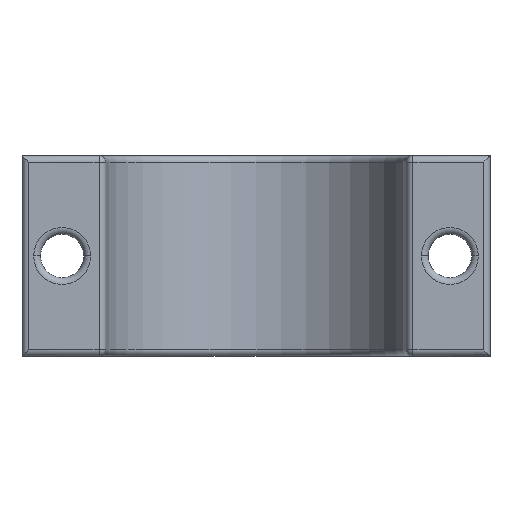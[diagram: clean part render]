
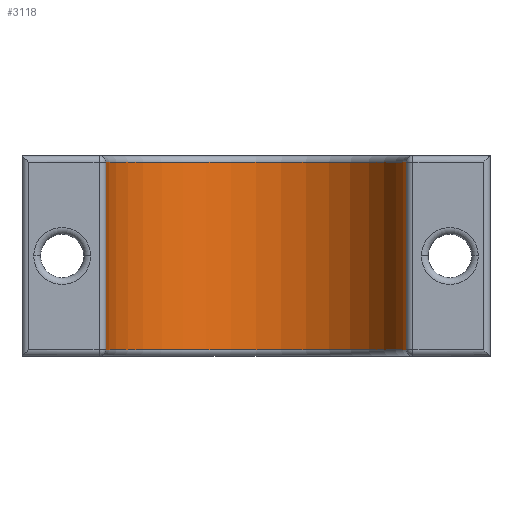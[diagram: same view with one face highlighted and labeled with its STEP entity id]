
A CAD part, front view. The second image highlights one B-rep face of the part: STEP entity #3118.
In plain terms, the highlighted cylindrical face has radius 22.5 mm (diameter 45 mm), a partial arc.
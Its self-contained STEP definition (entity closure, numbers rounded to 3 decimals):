
#84 = DIRECTION ( 'NONE',  ( 0., 0., 1. ) ) ;
#246 = CARTESIAN_POINT ( 'NONE',  ( -22.48, 0.957, 15. ) ) ;
#400 = EDGE_CURVE ( 'NONE', #1064, #563, #1220, .T. ) ;
#563 = VERTEX_POINT ( 'NONE', #1372 ) ;
#571 = CARTESIAN_POINT ( 'NONE',  ( 0., 0., -14. ) ) ;
#630 = DIRECTION ( 'NONE',  ( -1., 0., 0. ) ) ;
#956 = DIRECTION ( 'NONE',  ( 1., 0., 0. ) ) ;
#1064 = VERTEX_POINT ( 'NONE', #2805 ) ;
#1093 = CIRCLE ( 'NONE', #1422, 22.5 ) ;
#1115 = CARTESIAN_POINT ( 'NONE',  ( 22.48, 0.957, 15. ) ) ;
#1220 = LINE ( 'NONE', #246, #2960 ) ;
#1226 = VERTEX_POINT ( 'NONE', #1448 ) ;
#1360 = EDGE_CURVE ( 'NONE', #1466, #1226, #3151, .T. ) ;
#1372 = CARTESIAN_POINT ( 'NONE',  ( -22.48, 0.957, -14. ) ) ;
#1422 = AXIS2_PLACEMENT_3D ( 'NONE', #571, #1601, #2621 ) ;
#1438 = EDGE_LOOP ( 'NONE', ( #2175, #2774, #2692, #2395 ) ) ;
#1448 = CARTESIAN_POINT ( 'NONE',  ( 22.48, 0.957, 14. ) ) ;
#1460 = DIRECTION ( 'NONE',  ( 0., 0., -1. ) ) ;
#1466 = VERTEX_POINT ( 'NONE', #2791 ) ;
#1505 = VECTOR ( 'NONE', #84, 1000. ) ;
#1601 = DIRECTION ( 'NONE',  ( 0., 0., -1. ) ) ;
#1828 = EDGE_CURVE ( 'NONE', #563, #1466, #1093, .T. ) ;
#1914 = AXIS2_PLACEMENT_3D ( 'NONE', #2149, #1915, #630 ) ;
#1915 = DIRECTION ( 'NONE',  ( 0., 0., -1. ) ) ;
#2093 = CIRCLE ( 'NONE', #2940, 22.5 ) ;
#2149 = CARTESIAN_POINT ( 'NONE',  ( 0., 0., 15. ) ) ;
#2175 = ORIENTED_EDGE ( 'NONE', *, *, #2619, .T. ) ;
#2264 = CARTESIAN_POINT ( 'NONE',  ( 0., 0., 14. ) ) ;
#2395 = ORIENTED_EDGE ( 'NONE', *, *, #1360, .T. ) ;
#2522 = DIRECTION ( 'NONE',  ( 0., 0., 1. ) ) ;
#2619 = EDGE_CURVE ( 'NONE', #1226, #1064, #2093, .T. ) ;
#2621 = DIRECTION ( 'NONE',  ( 1., 0., 0. ) ) ;
#2652 = FACE_OUTER_BOUND ( 'NONE', #1438, .T. ) ;
#2692 = ORIENTED_EDGE ( 'NONE', *, *, #1828, .T. ) ;
#2774 = ORIENTED_EDGE ( 'NONE', *, *, #400, .T. ) ;
#2791 = CARTESIAN_POINT ( 'NONE',  ( 22.48, 0.957, -14. ) ) ;
#2805 = CARTESIAN_POINT ( 'NONE',  ( -22.48, 0.957, 14. ) ) ;
#2940 = AXIS2_PLACEMENT_3D ( 'NONE', #2264, #2522, #956 ) ;
#2947 = CYLINDRICAL_SURFACE ( 'NONE', #1914, 22.5 ) ;
#2960 = VECTOR ( 'NONE', #1460, 1000. ) ;
#3118 = ADVANCED_FACE ( 'NONE', ( #2652 ), #2947, .F. ) ;
#3151 = LINE ( 'NONE', #1115, #1505 ) ;
